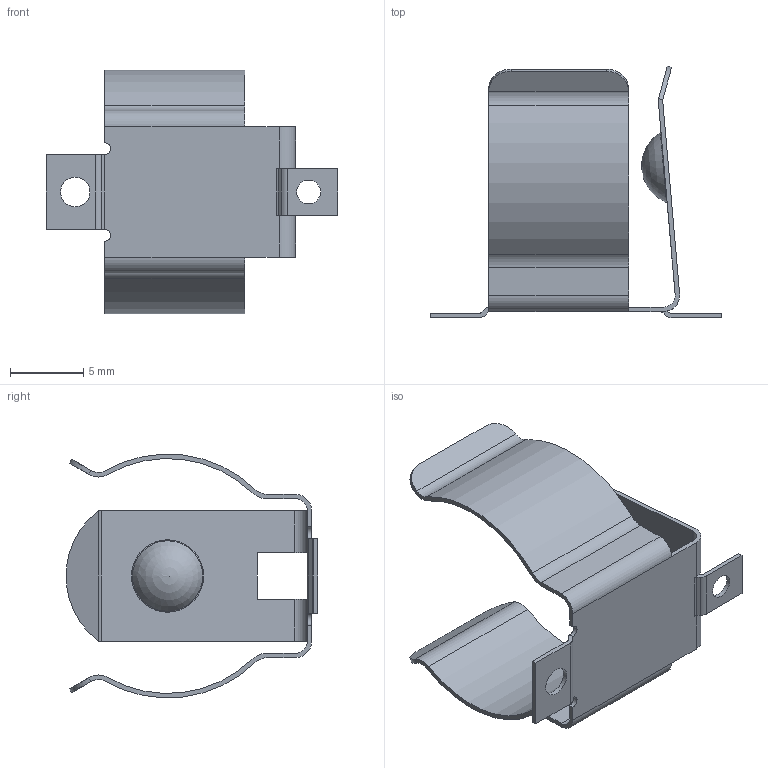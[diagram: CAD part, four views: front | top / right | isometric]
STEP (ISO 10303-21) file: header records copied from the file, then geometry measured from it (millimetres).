
FILE_DESCRIPTION(/* description */ ('STEP AP242','CAx-IF Rec.Pracs.---Representation and Presentation of Product Manufacturing Information (PMI)---4.0---2014-10-13','CAx-IF Rec.Pracs.---3D Tessellated Geometry---0.4---2014-09-14','2;1'),/* implementation_level */ '2;1');
FILE_NAME(/* name */ '67b56205568bb65f03de48ad',/* time_stamp */ '2025-02-19T04:45:58Z',/* author */ (''),/* organization */ (''),/* preprocessor_version */ 'ST-DEVELOPER v20',/* originating_system */ 'ONSHAPE BY PTC INC, 1.193',/* authorisation */ ' ');
FILE_SCHEMA (('AP242_MANAGED_MODEL_BASED_3D_ENGINEERING_MIM_LF { 1 0 10303 442 1 1 4 }'));
Length unit declared in the file: metre
Products named in the file (1): 254TR
Bounding box: 19.88 x 17.13 x 16.6 mm (x, y, z)
Volume: 187.7 mm3; surface area: 1288.2 mm2
Topology: 1 solids, 1 shells, 83 faces, 232 edges, 149 vertices
Faces by surface type: plane 41, cylinder 38, sphere 2, torus 2
Full cylindrical faces by diameter (mm): 1.626 x1, 2.007 x1
Entity records: 2647 total; most frequent: DIRECTION 471, CARTESIAN_POINT 453, ORIENTED_EDGE 446, EDGE_CURVE 223, AXIS2_PLACEMENT_3D 164, VERTEX_POINT 146, LINE 143, VECTOR 143
